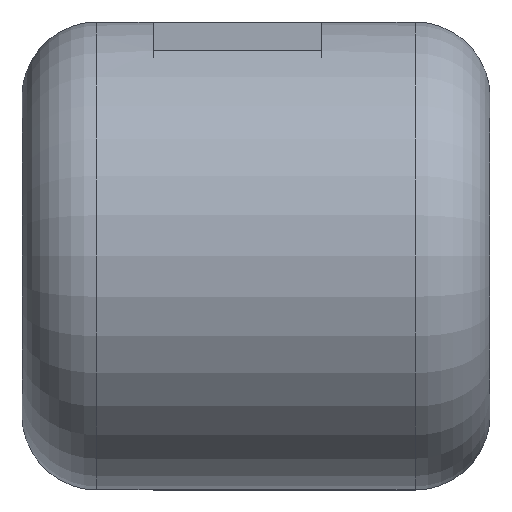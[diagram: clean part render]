
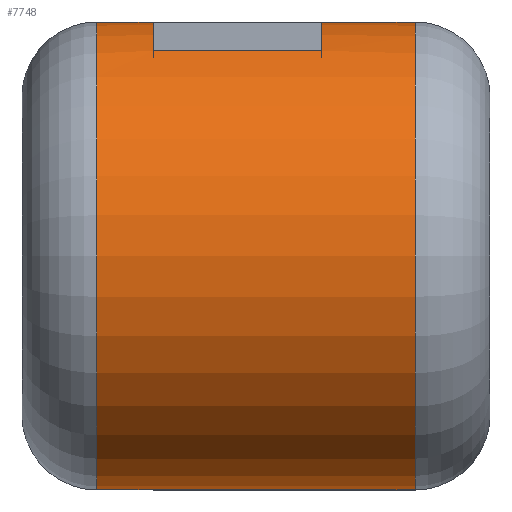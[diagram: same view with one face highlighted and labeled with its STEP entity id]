
A CAD part, left-side view. The second image highlights one B-rep face of the part: STEP entity #7748.
In plain terms, the highlighted cylindrical face has radius 12.5 mm (diameter 25 mm), a partial arc.
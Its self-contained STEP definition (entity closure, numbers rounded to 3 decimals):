
#849=FACE_OUTER_BOUND('',#1288,.T.);
#1288=EDGE_LOOP('',(#6812,#6813,#6814,#6815,#6816,#6817,#6818,#6819,#6820,
#6821));
#1730=CIRCLE('',#7914,12.5);
#1833=CIRCLE('',#8208,12.5);
#1841=CIRCLE('',#8221,12.5);
#1842=CIRCLE('',#8222,12.5);
#2342=LINE('',#15827,#2863);
#2343=LINE('',#15829,#2864);
#2344=LINE('',#15831,#2865);
#2345=LINE('',#15834,#2866);
#2346=LINE('',#15836,#2867);
#2347=LINE('',#15839,#2868);
#2863=VECTOR('',#9576,10.);
#2864=VECTOR('',#9577,10.);
#2865=VECTOR('',#9578,10.);
#2866=VECTOR('',#9581,10.);
#2867=VECTOR('',#9582,10.);
#2868=VECTOR('',#9585,10.);
#3090=VERTEX_POINT('',#12192);
#3091=VERTEX_POINT('',#12194);
#3644=VERTEX_POINT('',#15793);
#3646=VERTEX_POINT('',#15799);
#3654=VERTEX_POINT('',#15826);
#3655=VERTEX_POINT('',#15828);
#3656=VERTEX_POINT('',#15830);
#3657=VERTEX_POINT('',#15832);
#3658=VERTEX_POINT('',#15835);
#3659=VERTEX_POINT('',#15837);
#3931=EDGE_CURVE('',#3091,#3090,#1730,.T.);
#4763=EDGE_CURVE('',#3644,#3646,#1833,.T.);
#4775=EDGE_CURVE('',#3654,#3644,#2342,.T.);
#4776=EDGE_CURVE('',#3655,#3654,#2343,.T.);
#4777=EDGE_CURVE('',#3655,#3656,#2344,.T.);
#4778=EDGE_CURVE('',#3657,#3656,#1841,.T.);
#4779=EDGE_CURVE('',#3091,#3657,#2345,.T.);
#4780=EDGE_CURVE('',#3090,#3658,#2346,.T.);
#4781=EDGE_CURVE('',#3658,#3659,#1842,.T.);
#4782=EDGE_CURVE('',#3659,#3646,#2347,.T.);
#6812=ORIENTED_EDGE('',*,*,#4763,.F.);
#6813=ORIENTED_EDGE('',*,*,#4775,.F.);
#6814=ORIENTED_EDGE('',*,*,#4776,.F.);
#6815=ORIENTED_EDGE('',*,*,#4777,.T.);
#6816=ORIENTED_EDGE('',*,*,#4778,.F.);
#6817=ORIENTED_EDGE('',*,*,#4779,.F.);
#6818=ORIENTED_EDGE('',*,*,#3931,.T.);
#6819=ORIENTED_EDGE('',*,*,#4780,.T.);
#6820=ORIENTED_EDGE('',*,*,#4781,.T.);
#6821=ORIENTED_EDGE('',*,*,#4782,.T.);
#7359=CYLINDRICAL_SURFACE('',#8220,12.5);
#7748=ADVANCED_FACE('',(#849),#7359,.T.);
#7914=AXIS2_PLACEMENT_3D('',#12195,#8566,#8567);
#8208=AXIS2_PLACEMENT_3D('',#15803,#9546,#9547);
#8220=AXIS2_PLACEMENT_3D('',#15825,#9574,#9575);
#8221=AXIS2_PLACEMENT_3D('',#15833,#9579,#9580);
#8222=AXIS2_PLACEMENT_3D('',#15838,#9583,#9584);
#8566=DIRECTION('center_axis',(0.,-1.,0.));
#8567=DIRECTION('ref_axis',(1.,0.,0.));
#9546=DIRECTION('center_axis',(0.,1.,0.));
#9547=DIRECTION('ref_axis',(-1.,0.,0.));
#9574=DIRECTION('center_axis',(0.,1.,0.));
#9575=DIRECTION('ref_axis',(-1.,0.,0.));
#9576=DIRECTION('',(0.,1.,0.));
#9577=DIRECTION('',(0.,1.,0.));
#9578=DIRECTION('',(0.,-1.,0.));
#9579=DIRECTION('center_axis',(0.,-1.,0.));
#9580=DIRECTION('ref_axis',(-1.,0.,0.));
#9581=DIRECTION('',(0.,-1.,0.));
#9582=DIRECTION('',(0.,1.,0.));
#9583=DIRECTION('center_axis',(0.,1.,0.));
#9584=DIRECTION('ref_axis',(1.,0.,0.));
#9585=DIRECTION('',(0.,1.,0.));
#12192=CARTESIAN_POINT('',(-138.,-9.,10.966));
#12194=CARTESIAN_POINT('',(-132.,-9.,12.5));
#12195=CARTESIAN_POINT('Origin',(-132.,-9.,0.));
#15793=CARTESIAN_POINT('',(-132.,3.,-12.5));
#15799=CARTESIAN_POINT('',(-132.,3.,12.5));
#15803=CARTESIAN_POINT('Origin',(-132.,3.,0.));
#15825=CARTESIAN_POINT('Origin',(-132.,0.,0.));
#15826=CARTESIAN_POINT('',(-132.,0.,-12.5));
#15827=CARTESIAN_POINT('',(-132.,0.,-12.5));
#15828=CARTESIAN_POINT('',(-132.,-9.,-12.5));
#15829=CARTESIAN_POINT('',(-132.,-9.,-12.5));
#15830=CARTESIAN_POINT('',(-132.,-14.,-12.5));
#15831=CARTESIAN_POINT('',(-132.,0.,-12.5));
#15832=CARTESIAN_POINT('',(-132.,-14.,12.5));
#15833=CARTESIAN_POINT('Origin',(-132.,-14.,0.));
#15834=CARTESIAN_POINT('',(-132.,0.,12.5));
#15835=CARTESIAN_POINT('',(-138.,0.,10.966));
#15836=CARTESIAN_POINT('',(-138.,0.,10.966));
#15837=CARTESIAN_POINT('',(-132.,0.,12.5));
#15838=CARTESIAN_POINT('Origin',(-132.,0.,0.));
#15839=CARTESIAN_POINT('',(-132.,0.,12.5));
